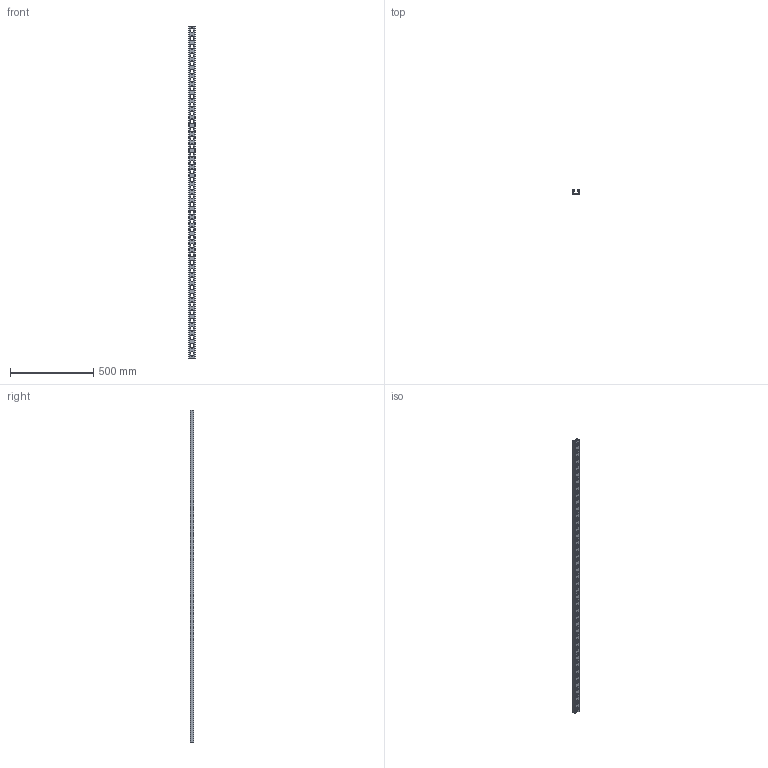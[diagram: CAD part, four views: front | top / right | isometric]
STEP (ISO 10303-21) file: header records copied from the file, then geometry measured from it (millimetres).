
FILE_DESCRIPTION (( 'STEP AP214' ), '1' );
FILE_NAME ('1121960.STEP', '2026-02-02T09:33:47', ( '' ), ( '' ), 'SwSTEP 2.0', 'SolidWorks 2024', '' );
FILE_SCHEMA (( 'AUTOMOTIVE_DESIGN' ));
Length unit declared in the file: millimetre
Products named in the file (1): 1121960
Bounding box: 40 x 22.5 x 2000 mm (x, y, z)
Volume: 360506.7 mm3; surface area: 391192.5 mm2
Topology: 1 solids, 1 shells, 248 faces, 714 edges, 468 vertices
Faces by surface type: cylinder 126, plane 122
Entity records: 8361 total; most frequent: DIRECTION 1464, CARTESIAN_POINT 1431, ORIENTED_EDGE 1428, EDGE_CURVE 714, AXIS2_PLACEMENT_3D 501, VERTEX_POINT 468, LINE 462, VECTOR 462
